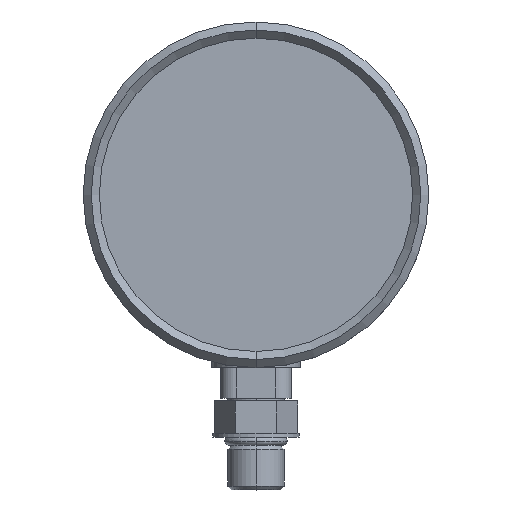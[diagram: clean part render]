
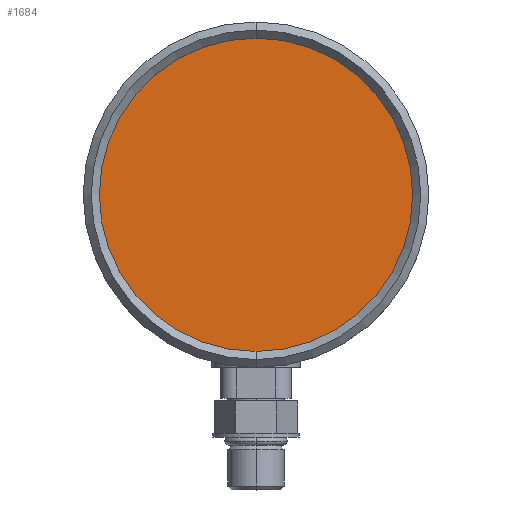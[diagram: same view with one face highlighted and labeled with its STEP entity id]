
A CAD part, top view. The second image highlights one B-rep face of the part: STEP entity #1684.
In plain terms, the highlighted planar face has unit normal (0, 0, 1).
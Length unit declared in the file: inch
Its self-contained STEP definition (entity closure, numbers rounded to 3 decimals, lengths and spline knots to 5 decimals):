
#674=CARTESIAN_POINT('',(0.,1.8475,0.6875));
#675=DIRECTION('',(0.,0.,1.));
#676=DIRECTION('',(0.,-1.,0.));
#677=AXIS2_PLACEMENT_3D('',#674,#675,#676);
#687=CARTESIAN_POINT('',(0.,1.8475,0.6875));
#688=DIRECTION('',(0.,0.,-1.));
#689=DIRECTION('',(0.,-1.,0.));
#690=AXIS2_PLACEMENT_3D('',#687,#688,#689);
#849=CARTESIAN_POINT('',(0.,0.6325,0.6875));
#851=VERTEX_POINT('',#849);
#857=CARTESIAN_POINT('',(0.,3.0625,0.6875));
#859=VERTEX_POINT('',#857);
#1675=CARTESIAN_POINT('',(0.,1.8475,0.6875));
#1676=DIRECTION('',(0.,0.,1.));
#1677=DIRECTION('',(0.,1.,0.));
#1678=AXIS2_PLACEMENT_3D('',#1675,#1676,#1677);
#1679=PLANE('',#1678);
#1680=ORIENTED_EDGE('',*,*,#1670,.T.);
#1681=ORIENTED_EDGE('',*,*,#1654,.F.);
#1682=EDGE_LOOP('',(#1680,#1681));
#1683=FACE_OUTER_BOUND('',#1682,.F.);
#1684=ADVANCED_FACE('',(#1683),#1679,.T.);
#678=CIRCLE('',#677,1.215);
#691=CIRCLE('',#690,1.215);
#1654=EDGE_CURVE('',#851,#859,#678,.T.);
#1670=EDGE_CURVE('',#851,#859,#691,.T.);
